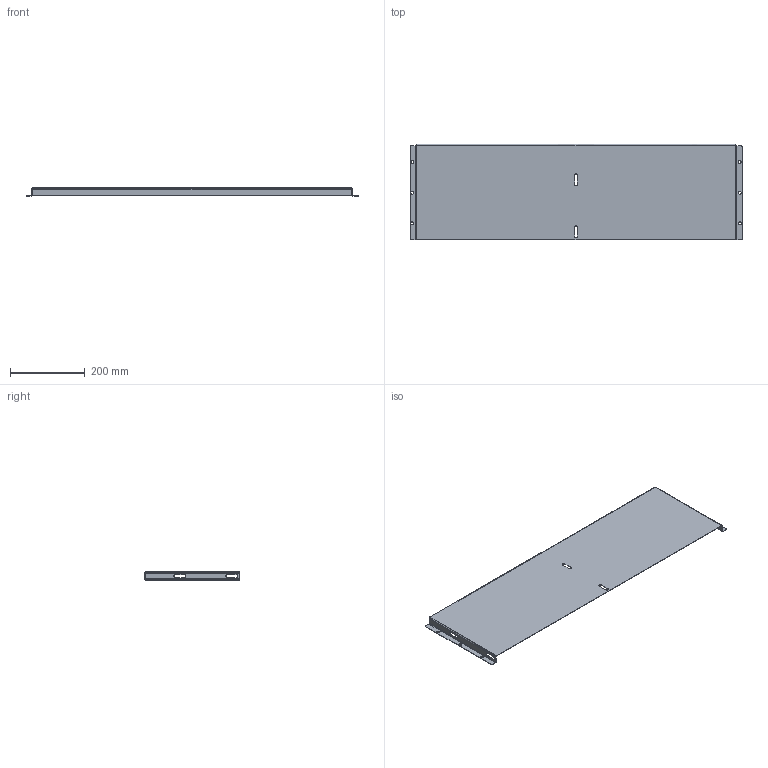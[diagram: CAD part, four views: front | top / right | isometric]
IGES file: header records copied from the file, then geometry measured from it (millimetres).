
Start section: SolidWorks IGES file using analytic representation for surfaces
Global section: file name: D1100288-v4_AdLIGO_AOS_SLC ACB  Top Extender.IGS; native system: SolidWorks 2010; preprocessor: SolidWorks 2010; author: tnguyen; date: 110920.143303; units: inch
Bounding box: 888.75 x 255.22 x 21.49 mm (x, y, z)
Surface area: 503046.6 mm2 (no closed solid volume)
Topology: 0 solids, 0 shells, 88 faces, 1324 edges, 1324 vertices
Faces by surface type: bspline 48, revolution 40
